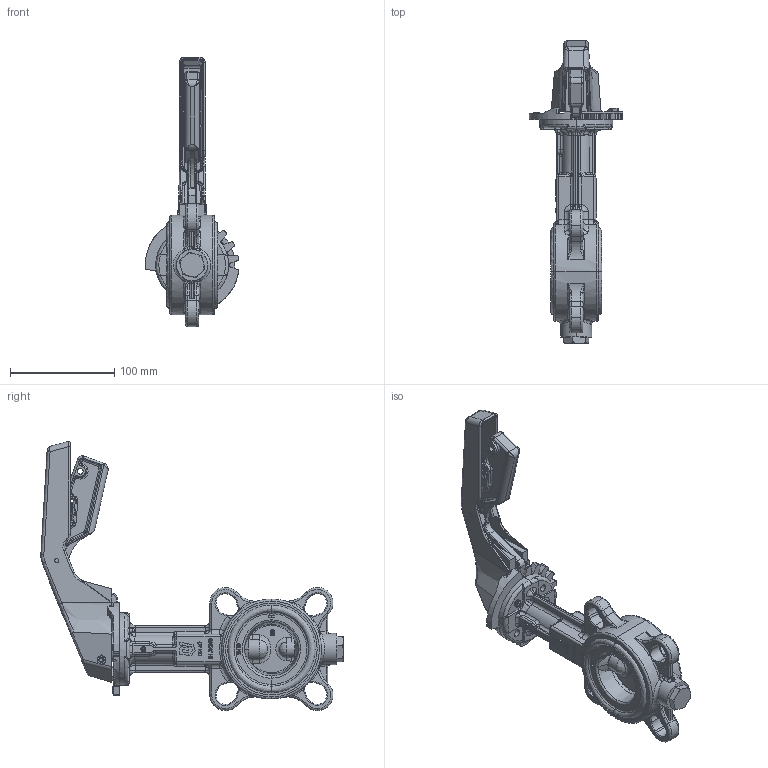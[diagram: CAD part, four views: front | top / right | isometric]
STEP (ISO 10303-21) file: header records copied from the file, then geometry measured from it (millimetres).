
FILE_DESCRIPTION (( 'STEP AP203' ), '1' );
FILE_NAME ('AK01_DN50.STEP', '2022-10-17T13:36:02', ( '' ), ( '' ), 'SwSTEP 2.0', 'SolidWorks 2021', '' );
FILE_SCHEMA (( 'CONFIG_CONTROL_DESIGN' ));
Length unit declared in the file: metre
Products named in the file (12): 01AM4 ABO_9; 01AM4 ABO; 01AM4 ABO_8; 01AM4 ABO_3; AK01_DN50; Handhebel_DN32 bis DN100; 01AM4 ABO_5; 01AM4 ABO_4; AK01_DN050_OH; 01AM4 ABO_7; 01AM4 ABO_2; 01AM4 ABO_6
Assembly tree (11 placements, depth 3):
  AK01_DN50
    AK01_DN050_OH
    Handhebel_DN32 bis DN100
      01AM4 ABO_4
      01AM4 ABO_7
      01AM4 ABO_6
      01AM4 ABO_8
      01AM4 ABO
      01AM4 ABO_5
      01AM4 ABO_9
      01AM4 ABO_2
      01AM4 ABO_3
Bounding box: 89.54 x 290.56 x 258.74 mm (x, y, z)
Volume: 573162.1 mm3; surface area: 147896.1 mm2
Topology: 11 solids, 13 shells, 2548 faces, 6475 edges, 3944 vertices
Faces by surface type: bspline 868, plane 790, cylinder 668, torus 125, cone 86, sphere 11
Entity records: 122163 total; most frequent: CARTESIAN_POINT 66111, ORIENTED_EDGE 12744, DIRECTION 9570, EDGE_CURVE 6372, VERTEX_POINT 3944, AXIS2_PLACEMENT_3D 3414, VECTOR 2742, LINE 2742
